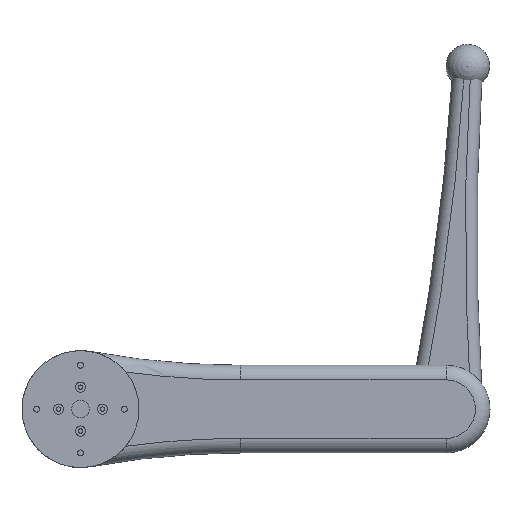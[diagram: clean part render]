
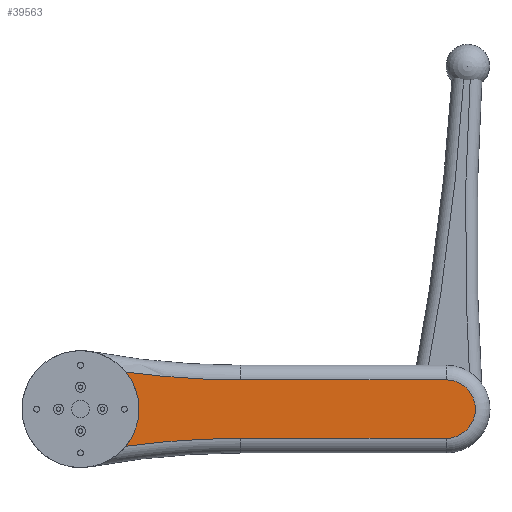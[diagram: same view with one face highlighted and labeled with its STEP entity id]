
A CAD part, front view. The second image highlights one B-rep face of the part: STEP entity #39563.
In plain terms, the highlighted planar face has unit normal (0, -1, 0).
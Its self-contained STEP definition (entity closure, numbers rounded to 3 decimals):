
#2451=PLANE('',#42008);
#3809=FACE_OUTER_BOUND('',#6029,.T.);
#6029=EDGE_LOOP('',(#27180,#27181,#27182,#27183,#27184,#27185));
#8774=LINE('',#58805,#11968);
#8775=LINE('',#58809,#11969);
#11968=VECTOR('',#46623,140.4);
#11969=VECTOR('',#46626,140.4);
#15120=CIRCLE('',#41932,40.);
#15175=CIRCLE('',#42009,575.608);
#15176=CIRCLE('',#42010,20.);
#15177=CIRCLE('',#42011,575.608);
#17334=VERTEX_POINT('',#58587);
#17335=VERTEX_POINT('',#58598);
#17410=VERTEX_POINT('',#58802);
#17411=VERTEX_POINT('',#58804);
#17412=VERTEX_POINT('',#58806);
#17413=VERTEX_POINT('',#58808);
#21207=EDGE_CURVE('',#17334,#17335,#15120,.T.);
#21305=EDGE_CURVE('',#17334,#17410,#15175,.F.);
#21306=EDGE_CURVE('',#17410,#17411,#8774,.T.);
#21307=EDGE_CURVE('',#17411,#17412,#15176,.T.);
#21308=EDGE_CURVE('',#17412,#17413,#8775,.T.);
#21309=EDGE_CURVE('',#17413,#17335,#15177,.F.);
#27180=ORIENTED_EDGE('',*,*,#21207,.F.);
#27181=ORIENTED_EDGE('',*,*,#21305,.T.);
#27182=ORIENTED_EDGE('',*,*,#21306,.T.);
#27183=ORIENTED_EDGE('',*,*,#21307,.T.);
#27184=ORIENTED_EDGE('',*,*,#21308,.T.);
#27185=ORIENTED_EDGE('',*,*,#21309,.T.);
#39563=ADVANCED_FACE('',(#3809),#2451,.T.);
#41932=AXIS2_PLACEMENT_3D('',#58599,#46425,#46426);
#42008=AXIS2_PLACEMENT_3D('',#58801,#46619,#46620);
#42009=AXIS2_PLACEMENT_3D('',#58803,#46621,#46622);
#42010=AXIS2_PLACEMENT_3D('',#58807,#46624,#46625);
#42011=AXIS2_PLACEMENT_3D('',#58810,#46627,#46628);
#46425=DIRECTION('center_axis',(0.,-1.,0.));
#46426=DIRECTION('ref_axis',(0.,0.,-1.));
#46619=DIRECTION('center_axis',(0.,-1.,0.));
#46620=DIRECTION('ref_axis',(0.,0.,-1.));
#46621=DIRECTION('center_axis',(0.,-1.,0.));
#46622=DIRECTION('ref_axis',(0.,0.,-1.));
#46623=DIRECTION('',(1.,0.,0.));
#46624=DIRECTION('center_axis',(0.,-1.,0.));
#46625=DIRECTION('ref_axis',(0.,0.,-1.));
#46626=DIRECTION('',(-1.,0.,0.));
#46627=DIRECTION('center_axis',(0.,-1.,0.));
#46628=DIRECTION('ref_axis',(0.,0.,-1.));
#58587=CARTESIAN_POINT('',(30.895,-5.,-25.406));
#58598=CARTESIAN_POINT('',(30.895,-5.,25.406));
#58599=CARTESIAN_POINT('Origin',(0.,-5.,0.));
#58801=CARTESIAN_POINT('Origin',(0.,-5.,0.));
#58802=CARTESIAN_POINT('',(109.6,-5.,-20.));
#58803=CARTESIAN_POINT('Origin',(109.6,-5.,-595.608));
#58804=CARTESIAN_POINT('',(250.,-5.,-20.));
#58805=CARTESIAN_POINT('',(109.6,-5.,-20.));
#58806=CARTESIAN_POINT('',(250.,-5.,20.));
#58807=CARTESIAN_POINT('Origin',(250.,-5.,0.));
#58808=CARTESIAN_POINT('',(109.6,-5.,20.));
#58809=CARTESIAN_POINT('',(250.,-5.,20.));
#58810=CARTESIAN_POINT('Origin',(109.6,-5.,595.608));
